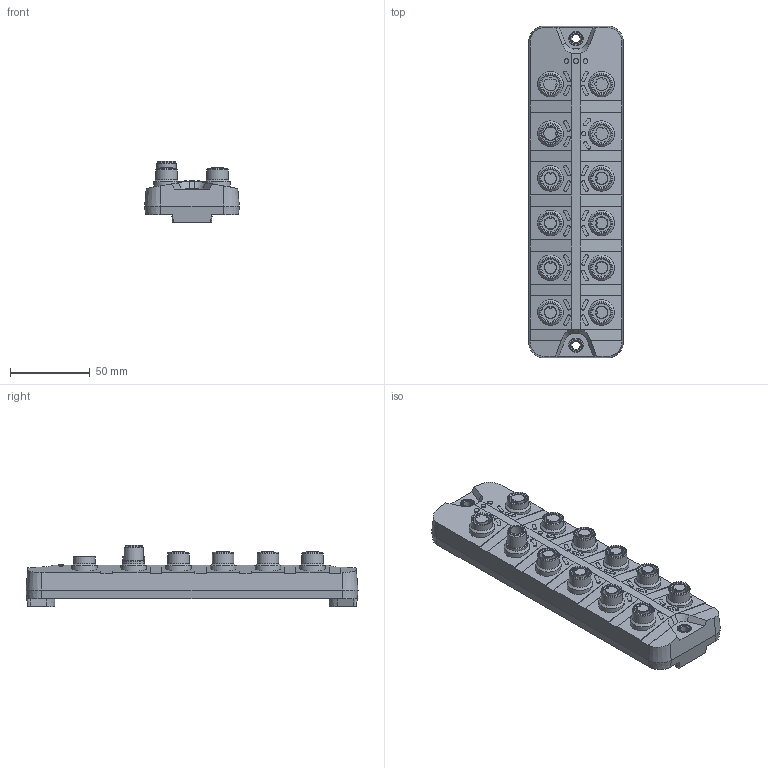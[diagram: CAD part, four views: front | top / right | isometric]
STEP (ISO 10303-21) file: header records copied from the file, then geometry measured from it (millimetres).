
FILE_DESCRIPTION( ( 'STEP AP203' ), ' ' );
FILE_NAME( 'AL1302.stp', '2018-06-11T08:57:07', ( '' ), ( '' ), ' ', 'PARTsolutions', ' ' );
FILE_SCHEMA( ( 'CONFIG_CONTROL_DESIGN' ) );
Length unit declared in the file: millimetre
Products named in the file (1): _AL1302
Bounding box: 59.3 x 208 x 38.25 mm (x, y, z)
Volume: 241056.6 mm3; surface area: 44557.2 mm2
Topology: 1 solids, 1 shells, 448 faces, 1036 edges, 665 vertices
Faces by surface type: plane 197, cylinder 185, cone 58, torus 8
Full cylindrical faces by diameter (mm): 2.7 x1, 3 x3, 5.3 x2, 8.3 x1, 10.7 x1, 10.917 x11, 12 x1, 12.1 x11, 13.5 x12, 16 x12
Entity records: 12344 total; most frequent: DIRECTION 2254, CARTESIAN_POINT 2145, ORIENTED_EDGE 1868, EDGE_CURVE 934, AXIS2_PLACEMENT_3D 891, VERTEX_POINT 658, EDGE_LOOP 622, FACE_OUTER_BOUND 503
